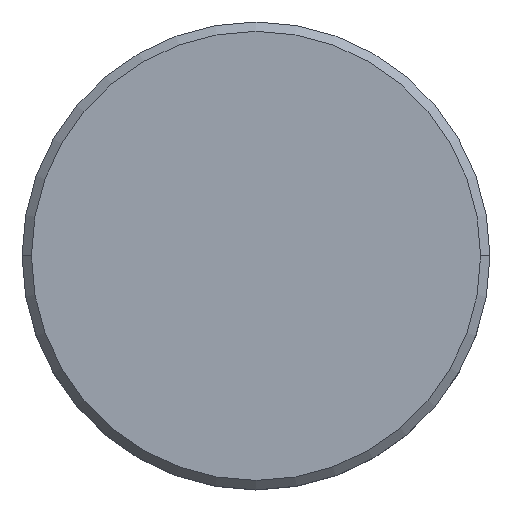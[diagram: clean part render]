
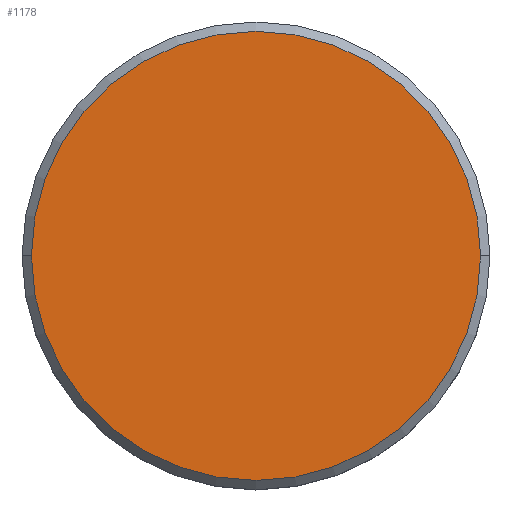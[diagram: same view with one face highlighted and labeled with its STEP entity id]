
A CAD part, top view. The second image highlights one B-rep face of the part: STEP entity #1178.
In plain terms, the highlighted planar face has unit normal (0, 0, 1).
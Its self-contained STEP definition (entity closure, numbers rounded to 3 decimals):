
#33 = CARTESIAN_POINT ( 'NONE',  ( 0., 0., 0. ) ) ;
#62 = AXIS2_PLACEMENT_3D ( 'NONE', #33, #644, #786 ) ;
#164 = CIRCLE ( 'NONE', #62, 12. ) ;
#172 = ORIENTED_EDGE ( 'NONE', *, *, #767, .T. ) ;
#205 = DIRECTION ( 'NONE',  ( 0., 0., 1. ) ) ;
#224 = VERTEX_POINT ( 'NONE', #268 ) ;
#251 = AXIS2_PLACEMENT_3D ( 'NONE', #469, #205, #839 ) ;
#268 = CARTESIAN_POINT ( 'NONE',  ( 12., 0., 0. ) ) ;
#383 = DIRECTION ( 'NONE',  ( 1., 0., 0. ) ) ;
#469 = CARTESIAN_POINT ( 'NONE',  ( 0., 0., 0. ) ) ;
#605 = AXIS2_PLACEMENT_3D ( 'NONE', #935, #845, #383 ) ;
#644 = DIRECTION ( 'NONE',  ( 0., 0., 1. ) ) ;
#731 = EDGE_CURVE ( 'NONE', #224, #1079, #1114, .T. ) ;
#767 = EDGE_CURVE ( 'NONE', #1079, #224, #164, .T. ) ;
#786 = DIRECTION ( 'NONE',  ( 1., 0., 0. ) ) ;
#803 = CARTESIAN_POINT ( 'NONE',  ( -12., 0., 0. ) ) ;
#839 = DIRECTION ( 'NONE',  ( 1., 0., 0. ) ) ;
#845 = DIRECTION ( 'NONE',  ( 0., 0., 1. ) ) ;
#934 = FACE_OUTER_BOUND ( 'NONE', #1031, .T. ) ;
#935 = CARTESIAN_POINT ( 'NONE',  ( 0., 0., 0. ) ) ;
#961 = ORIENTED_EDGE ( 'NONE', *, *, #731, .T. ) ;
#1024 = PLANE ( 'NONE',  #251 ) ;
#1031 = EDGE_LOOP ( 'NONE', ( #172, #961 ) ) ;
#1079 = VERTEX_POINT ( 'NONE', #803 ) ;
#1114 = CIRCLE ( 'NONE', #605, 12. ) ;
#1178 = ADVANCED_FACE ( 'NONE', ( #934 ), #1024, .T. ) ;
